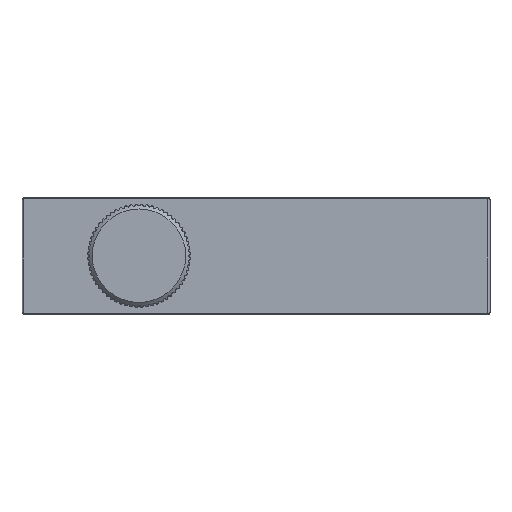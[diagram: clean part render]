
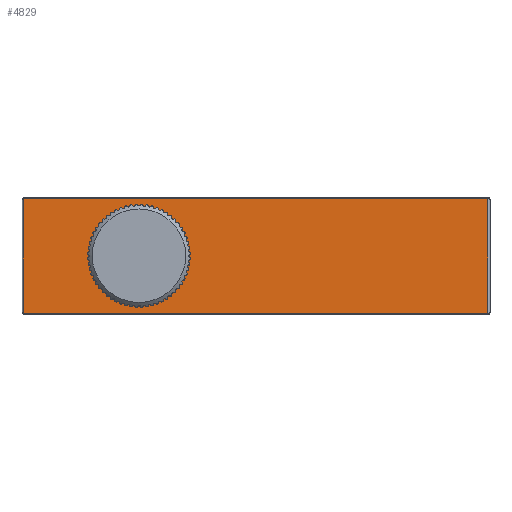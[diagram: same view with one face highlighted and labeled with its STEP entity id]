
A CAD part, top view. The second image highlights one B-rep face of the part: STEP entity #4829.
In plain terms, the highlighted planar face has unit normal (0, 0, 1).
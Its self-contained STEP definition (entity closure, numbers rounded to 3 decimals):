
#402=FACE_BOUND('',#1499,.T.);
#407=PLANE('',#5159);
#418=LINE('',#6833,#689);
#426=LINE('',#6848,#697);
#427=LINE('',#6852,#698);
#428=LINE('',#6856,#699);
#689=VECTOR('',#5604,10.);
#697=VECTOR('',#5620,10.);
#698=VECTOR('',#5625,10.);
#699=VECTOR('',#5628,10.);
#1222=FACE_OUTER_BOUND('',#1498,.T.);
#1498=EDGE_LOOP('',(#3271,#3272,#3273,#3274,#3275,#3276));
#1499=EDGE_LOOP('',(#3277));
#1773=CIRCLE('',#5160,0.25);
#1774=CIRCLE('',#5161,0.25);
#1775=CIRCLE('',#5162,2.25);
#1933=VERTEX_POINT('',#6794);
#1934=VERTEX_POINT('',#6822);
#1939=VERTEX_POINT('',#6847);
#1940=VERTEX_POINT('',#6851);
#1941=VERTEX_POINT('',#6853);
#1942=VERTEX_POINT('',#6855);
#1943=VERTEX_POINT('',#6858);
#2460=EDGE_CURVE('',#1934,#1933,#418,.T.);
#2468=EDGE_CURVE('',#1933,#1939,#426,.T.);
#2470=EDGE_CURVE('',#1940,#1934,#427,.T.);
#2471=EDGE_CURVE('',#1941,#1940,#1773,.T.);
#2472=EDGE_CURVE('',#1942,#1941,#428,.T.);
#2473=EDGE_CURVE('',#1939,#1942,#1774,.T.);
#2474=EDGE_CURVE('',#1943,#1943,#1775,.T.);
#3271=ORIENTED_EDGE('',*,*,#2460,.F.);
#3272=ORIENTED_EDGE('',*,*,#2470,.F.);
#3273=ORIENTED_EDGE('',*,*,#2471,.F.);
#3274=ORIENTED_EDGE('',*,*,#2472,.F.);
#3275=ORIENTED_EDGE('',*,*,#2473,.F.);
#3276=ORIENTED_EDGE('',*,*,#2468,.F.);
#3277=ORIENTED_EDGE('',*,*,#2474,.T.);
#4829=ADVANCED_FACE('',(#1222,#402),#407,.T.);
#5159=AXIS2_PLACEMENT_3D('',#6850,#5623,#5624);
#5160=AXIS2_PLACEMENT_3D('',#6854,#5626,#5627);
#5161=AXIS2_PLACEMENT_3D('',#6857,#5629,#5630);
#5162=AXIS2_PLACEMENT_3D('',#6859,#5631,#5632);
#5604=DIRECTION('',(0.,-1.,0.));
#5620=DIRECTION('',(-1.,0.,0.));
#5623=DIRECTION('center_axis',(0.,0.,1.));
#5624=DIRECTION('ref_axis',(1.,0.,0.));
#5625=DIRECTION('',(1.,0.,0.));
#5626=DIRECTION('center_axis',(0.,0.,-1.));
#5627=DIRECTION('ref_axis',(-0.707,0.707,0.));
#5628=DIRECTION('',(0.,1.,0.));
#5629=DIRECTION('center_axis',(0.,0.,-1.));
#5630=DIRECTION('ref_axis',(-0.707,-0.707,0.));
#5631=DIRECTION('center_axis',(0.,0.,-1.));
#5632=DIRECTION('ref_axis',(-1.,0.,0.));
#6794=CARTESIAN_POINT('',(-0.5,-12.25,2.));
#6822=CARTESIAN_POINT('',(-0.5,12.25,2.));
#6833=CARTESIAN_POINT('',(-0.5,-6.25,2.));
#6847=CARTESIAN_POINT('',(-99.5,-12.25,2.));
#6848=CARTESIAN_POINT('',(-75.,-12.25,2.));
#6850=CARTESIAN_POINT('Origin',(-50.,0.,2.));
#6851=CARTESIAN_POINT('',(-99.5,12.25,2.));
#6852=CARTESIAN_POINT('',(-25.,12.25,2.));
#6853=CARTESIAN_POINT('',(-99.75,12.,2.));
#6854=CARTESIAN_POINT('Origin',(-99.5,12.,2.));
#6855=CARTESIAN_POINT('',(-99.75,-12.,2.));
#6856=CARTESIAN_POINT('',(-99.75,6.25,2.));
#6857=CARTESIAN_POINT('Origin',(-99.5,-12.,2.));
#6858=CARTESIAN_POINT('',(-72.75,0.,2.));
#6859=CARTESIAN_POINT('Origin',(-75.,0.,2.));
